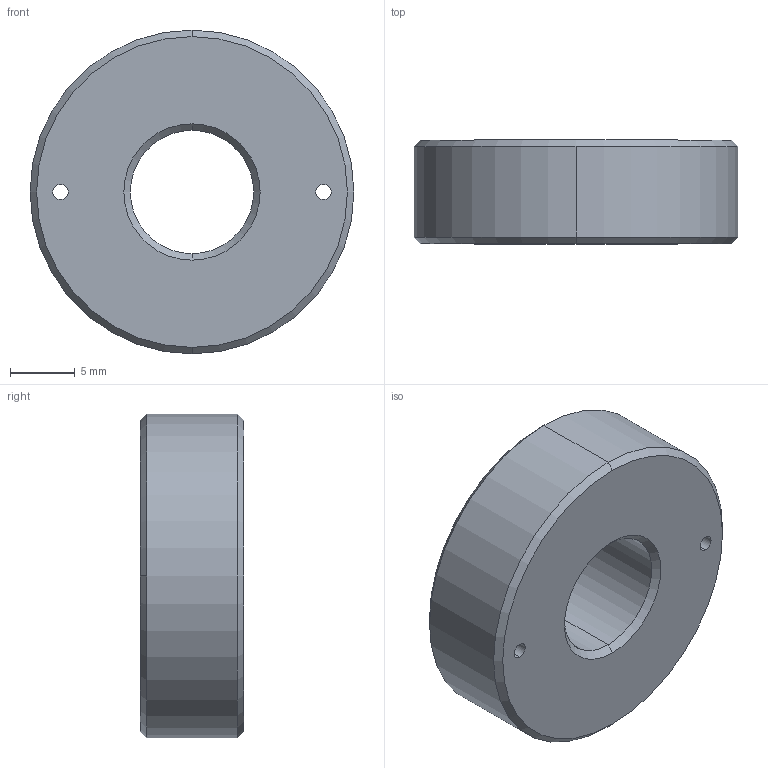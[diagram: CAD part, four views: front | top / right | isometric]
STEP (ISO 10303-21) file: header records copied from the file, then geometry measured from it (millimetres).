
FILE_DESCRIPTION (( 'STEP AP203' ), '1' );
FILE_NAME ('LW25-38A.STEP', '2025-12-26T09:18:12', ( '' ), ( '' ), 'SwSTEP 2.0', 'SolidWorks 2020', '' );
FILE_SCHEMA (( 'CONFIG_CONTROL_DESIGN' ));
Length unit declared in the file: millimetre
Products named in the file (1): LW25-38A
Bounding box: 25 x 8 x 25 mm (x, y, z)
Volume: 3311.5 mm3; surface area: 1701.1 mm2
Topology: 1 solids, 1 shells, 309 faces, 852 edges, 566 vertices
Faces by surface type: plane 204, bspline 89, cone 8, cylinder 8
Entity records: 11557 total; most frequent: CARTESIAN_POINT 4891, ORIENTED_EDGE 1704, EDGE_CURVE 852, DIRECTION 784, VERTEX_POINT 566, B_SPLINE_CURVE_WITH_KNOTS 536, EDGE_LOOP 336, ADVANCED_FACE 309
